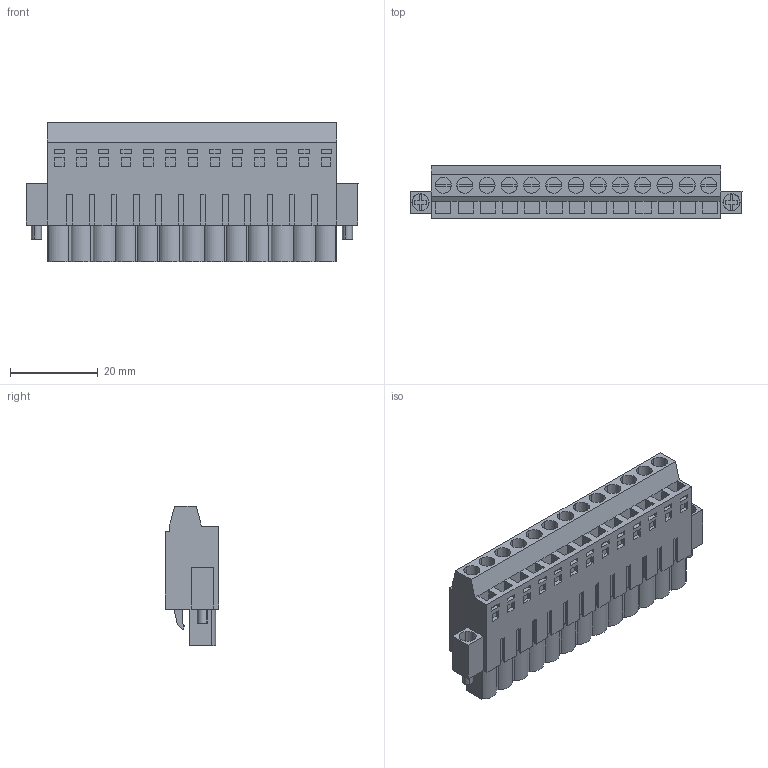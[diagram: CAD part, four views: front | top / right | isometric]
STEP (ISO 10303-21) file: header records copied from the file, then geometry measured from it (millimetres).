
FILE_DESCRIPTION(('CATIA V5 STEP Exchange','CAx-IF Rec.Pracs.--- Model Styling and Organization---1.2---2011-12-15'),'2;1');
FILE_NAME ('D1457349_0_1844100000_1844100000.stp','2017-10-31T20:31:34+00:00',('none'),('Weidmueller'),'CATIA Version 5-6 Release 2014','CATIA V5 STEP AP214','none');
FILE_SCHEMA(('AUTOMOTIVE_DESIGN { 1 0 10303 214 1 1 1 1 }'));
Length unit declared in the file: millimetre
Products named in the file (1): 1844100000
Bounding box: 75.84 x 12.2 x 31.8 mm (x, y, z)
Volume: 18129.2 mm3; surface area: 10639.7 mm2
Topology: 16 solids, 16 shells, 904 faces, 2503 edges, 1704 vertices
Faces by surface type: plane 772, cylinder 132
Entity records: 27747 total; most frequent: CARTESIAN_POINT 5084, ORIENTED_EDGE 5006, DIRECTION 3619, EDGE_CURVE 2503, VECTOR 2179, LINE 2179, VERTEX_POINT 1704, EDGE_LOOP 981
